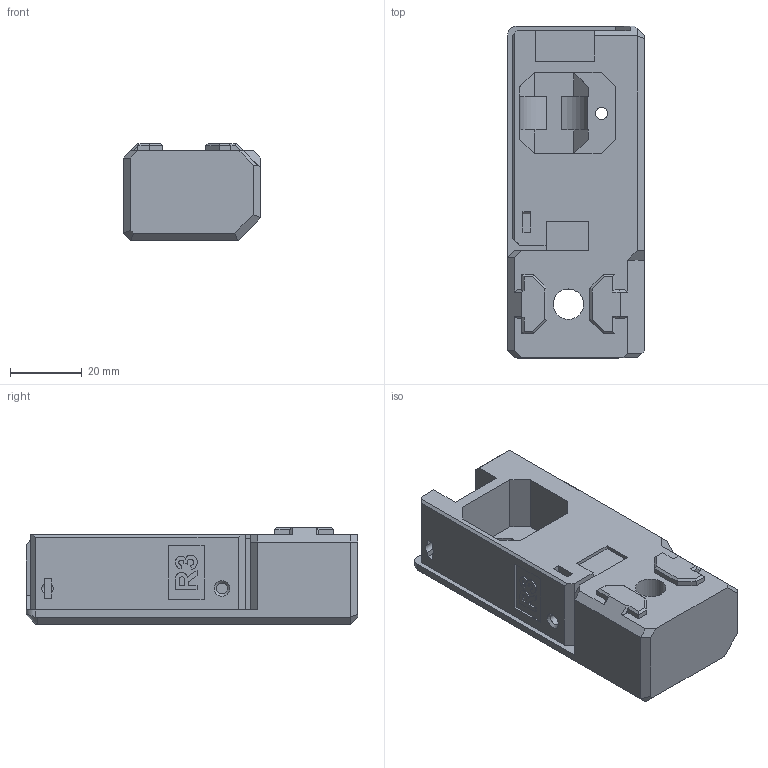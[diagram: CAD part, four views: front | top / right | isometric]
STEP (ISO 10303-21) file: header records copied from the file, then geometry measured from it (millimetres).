
FILE_DESCRIPTION(/* description */ (''),/* implementation_level */ '2;1');
FILE_NAME(/* name */ 'corexy-front-right_R3.stp',/* time_stamp */ '2023-12-19T11:03:44+01:00',/* author */ ('Dominik Tebich'),/* organization */ (''),/* preprocessor_version */ 'ST-DEVELOPER v19.2',/* originating_system */ 'Autodesk Inventor 2023',/* authorisation */ '');
FILE_SCHEMA (('AUTOMOTIVE_DESIGN { 1 0 10303 214 3 1 1 }'));
Length unit declared in the file: millimetre
Products named in the file (1): corexy-front-right_R3
Bounding box: 38.25 x 92.75 x 27 mm (x, y, z)
Volume: 66221 mm3; surface area: 16994.4 mm2
Topology: 1 solids, 1 shells, 219 faces, 586 edges, 376 vertices
Faces by surface type: plane 178, bspline 22, cylinder 12, cone 7
Full cylindrical faces by diameter (mm): 3 x2, 3.4 x1, 3.5 x2, 5.8 x1, 8.5 x1
Entity records: 6915 total; most frequent: CARTESIAN_POINT 1564, ORIENTED_EDGE 1172, DIRECTION 961, EDGE_CURVE 586, LINE 489, VECTOR 489, VERTEX_POINT 376, AXIS2_PLACEMENT_3D 236
